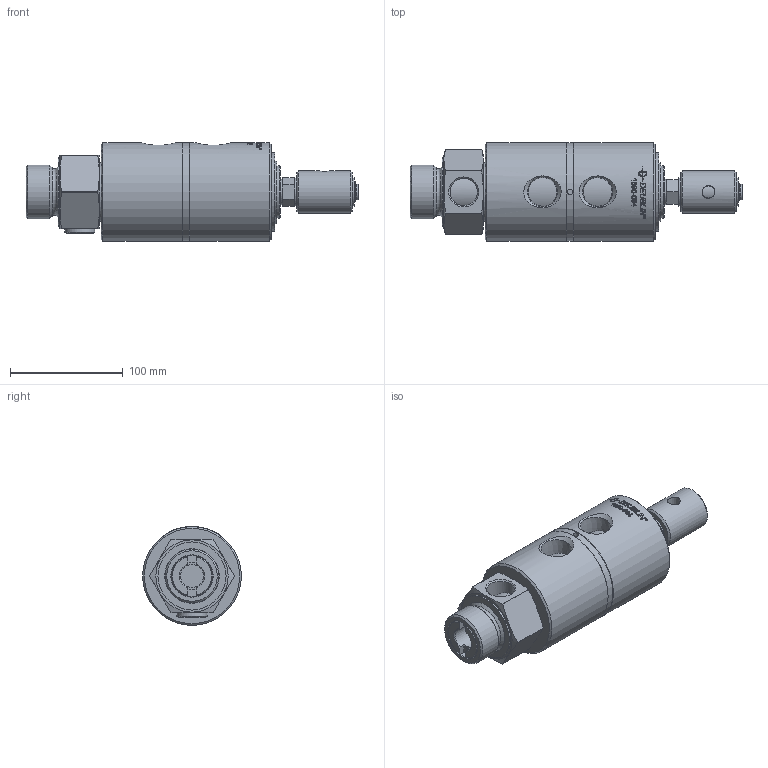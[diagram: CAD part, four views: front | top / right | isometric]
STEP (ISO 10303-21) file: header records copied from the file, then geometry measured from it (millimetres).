
FILE_DESCRIPTION(/* description */ (''),/* implementation_level */ '2;1');
FILE_NAME(/* name */ '1890-064-IC_REVA.stp',/* time_stamp */ '2020-05-21T10:57:38-05:00',/* author */ ('GALINDOLM'),/* organization */ (''),/* preprocessor_version */ 'ST-DEVELOPER v18',/* originating_system */ 'Autodesk Inventor 2020',/* authorisation */ '');
FILE_SCHEMA (('AUTOMOTIVE_DESIGN { 1 0 10303 214 3 1 1 }'));
Length unit declared in the file: millimetre
Products named in the file (1): 1890-064-IC_REVA
Bounding box: 294.3 x 87.63 x 87.63 mm (x, y, z)
Volume: 1103284.2 mm3; surface area: 101145.8 mm2
Topology: 1 solids, 4 shells, 443 faces, 1139 edges, 765 vertices
Faces by surface type: bspline 162, plane 144, cylinder 102, cone 34, torus 1
Full cylindrical faces by diameter (mm): 1.194 x2, 2.362 x2, 5 x2, 12.7 x1, 13.995 x2, 14.25 x1, 20.3 x2, 20.6 x1, 22.2 x1, 24.263 x2, 25.4 x2, 36.5 x1, 38 x1, 43.51 x1, 46.15 x2, 46.4 x1, 47.8 x1, 48.4 x1, 52.07 x1, 60.3 x1, 70 x1, 87.03 x1, 87.63 x2
Entity records: 17972 total; most frequent: CARTESIAN_POINT 7766, ORIENTED_EDGE 2278, DIRECTION 1635, EDGE_CURVE 1139, VERTEX_POINT 765, AXIS2_PLACEMENT_3D 596, EDGE_LOOP 512, FACE_OUTER_BOUND 443
